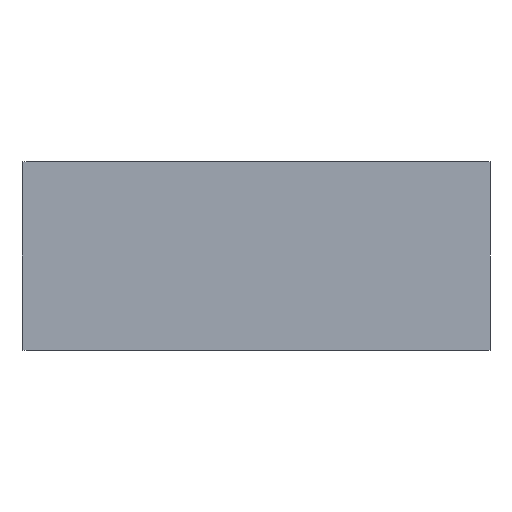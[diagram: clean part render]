
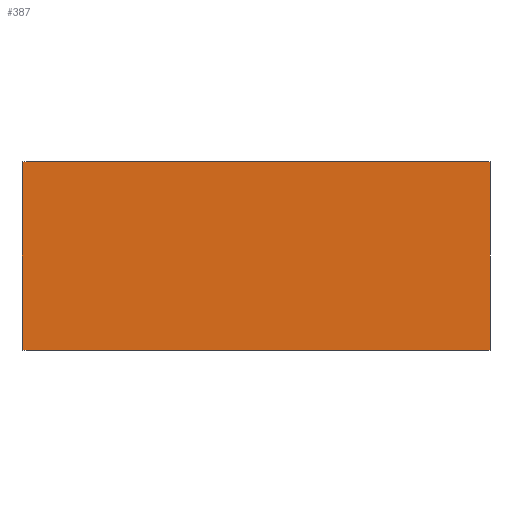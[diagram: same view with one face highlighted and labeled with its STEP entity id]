
A CAD part, front view. The second image highlights one B-rep face of the part: STEP entity #387.
In plain terms, the highlighted planar face has unit normal (0, -1, 0).
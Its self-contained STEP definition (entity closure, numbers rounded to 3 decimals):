
#1=DIRECTION('',(0.,0.,1.));
#2=VECTOR('',#1,30.);
#3=CARTESIAN_POINT('',(74.3,0.,0.));
#4=LINE('',#3,#2);
#17=DIRECTION('',(1.,0.,0.));
#18=VECTOR('',#17,74.3);
#19=CARTESIAN_POINT('',(0.,0.,0.));
#20=LINE('',#19,#18);
#85=DIRECTION('',(-1.,0.,0.));
#86=VECTOR('',#85,74.3);
#87=CARTESIAN_POINT('',(74.3,0.,30.));
#88=LINE('',#87,#86);
#133=DIRECTION('',(0.,0.,1.));
#134=VECTOR('',#133,30.);
#135=CARTESIAN_POINT('',(0.,0.,0.));
#136=LINE('',#135,#134);
#161=CARTESIAN_POINT('',(74.3,0.,0.));
#162=CARTESIAN_POINT('',(74.3,0.,30.));
#163=VERTEX_POINT('',#161);
#164=VERTEX_POINT('',#162);
#165=CARTESIAN_POINT('',(0.,0.,0.));
#166=CARTESIAN_POINT('',(0.,0.,30.));
#167=VERTEX_POINT('',#165);
#168=VERTEX_POINT('',#166);
#375=CARTESIAN_POINT('',(2.8,0.,0.));
#376=DIRECTION('',(0.,-1.,0.));
#377=DIRECTION('',(1.,0.,0.));
#378=AXIS2_PLACEMENT_3D('',#375,#376,#377);
#379=PLANE('',#378);
#380=ORIENTED_EDGE('',*,*,#276,.F.);
#381=ORIENTED_EDGE('',*,*,#200,.F.);
#382=ORIENTED_EDGE('',*,*,#220,.F.);
#384=ORIENTED_EDGE('',*,*,#383,.T.);
#385=EDGE_LOOP('',(#380,#381,#382,#384));
#386=FACE_OUTER_BOUND('',#385,.F.);
#387=ADVANCED_FACE('',(#386),#379,.T.);
#200=EDGE_CURVE('',#163,#164,#4,.T.);
#220=EDGE_CURVE('',#167,#163,#20,.T.);
#276=EDGE_CURVE('',#164,#168,#88,.T.);
#383=EDGE_CURVE('',#167,#168,#136,.T.);
